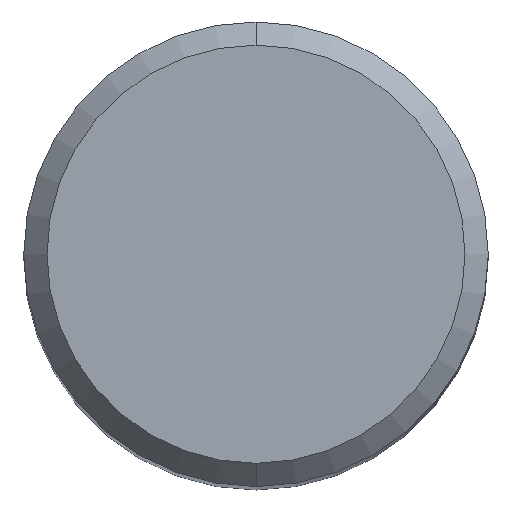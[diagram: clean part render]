
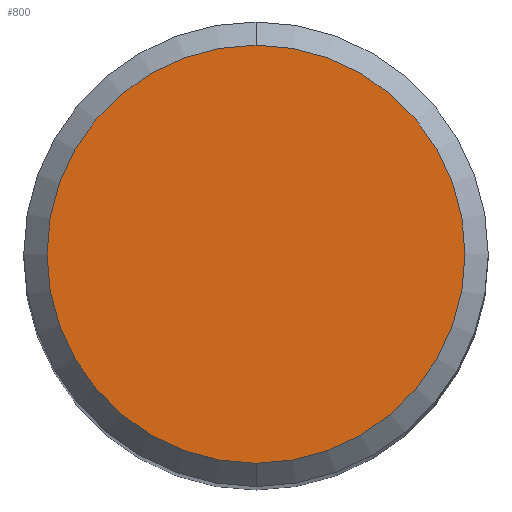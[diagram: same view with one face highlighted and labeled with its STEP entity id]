
A CAD part, top view. The second image highlights one B-rep face of the part: STEP entity #800.
In plain terms, the highlighted planar face has unit normal (0, 0, 1).
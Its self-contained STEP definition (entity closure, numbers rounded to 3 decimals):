
#576=EDGE_CURVE('',#834,#826,#1190,.T.);
#662=EDGE_CURVE('',#826,#834,#1287,.T.);
#800=ADVANCED_FACE('',(#1434),#1435,.T.);
#826=VERTEX_POINT('',#1463);
#834=VERTEX_POINT('',#1473);
#1190=CIRCLE('',#7730,7.2);
#1287=CIRCLE('',#8055,7.2);
#1434=FACE_OUTER_BOUND('',#8682,.T.);
#1435=PLANE('',#8683);
#1463=CARTESIAN_POINT('',(0.0,7.2,0.0));
#1473=CARTESIAN_POINT('',(0.,-7.2,0.0));
#7730=AXIS2_PLACEMENT_3D('',#9421,#9422,#9423);
#8055=AXIS2_PLACEMENT_3D('',#9541,#9542,#9543);
#8682=EDGE_LOOP('',(#9677,#9678));
#8683=AXIS2_PLACEMENT_3D('',#9679,#9680,#9681);
#9421=CARTESIAN_POINT('',(0.0,0.0,0.0));
#9422=DIRECTION('',(0.0,0.0,-1.0));
#9423=DIRECTION('',(0.0,1.0,0.0));
#9541=CARTESIAN_POINT('',(0.0,0.0,0.0));
#9542=DIRECTION('',(0.0,0.0,-1.0));
#9543=DIRECTION('',(0.0,1.0,0.0));
#9677=ORIENTED_EDGE('',*,*,#662,.F.);
#9678=ORIENTED_EDGE('',*,*,#576,.F.);
#9679=CARTESIAN_POINT('',(0.0,3.6,0.0));
#9680=DIRECTION('',(-0.0,0.0,1.0));
#9681=DIRECTION('',(0.0,-1.0,0.0));
